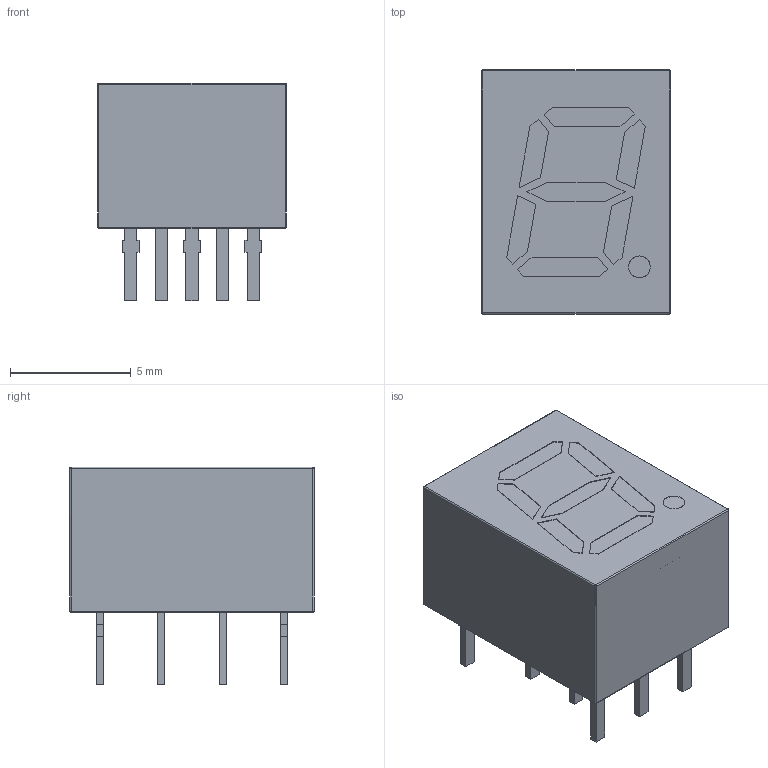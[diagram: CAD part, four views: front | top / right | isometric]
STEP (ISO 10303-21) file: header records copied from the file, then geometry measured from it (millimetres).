
FILE_DESCRIPTION(/* description */ (''),/* implementation_level */ '2;1');
FILE_NAME(/* name */ '7SEGME~2',/* time_stamp */ '2016-02-08T21:30:09+01:00',/* author */ (''),/* organization */ (''),/* preprocessor_version */ 'ST-DEVELOPER v14',/* originating_system */ '',/* authorisation */ '');
FILE_SCHEMA (('AUTOMOTIVE_DESIGN'));
Length unit declared in the file: millimetre
Products named in the file (1): Document
Bounding box: 7.8 x 10.1 x 9 mm (x, y, z)
Volume: 83.2 mm3; surface area: 880.8 mm2
Topology: 19 solids, 30 shells, 261 faces, 640 edges, 428 vertices
Faces by surface type: plane 217, bspline 44
Entity records: 14204 total; most frequent: CARTESIAN_POINT 5182, B_SPLINE_CURVE_WITH_KNOTS 1792, ORIENTED_EDGE 1232, PCURVE 1232, DEFINITIONAL_REPRESENTATION 1232, SURFACE_CURVE 640, EDGE_CURVE 640, VERTEX_POINT 428
